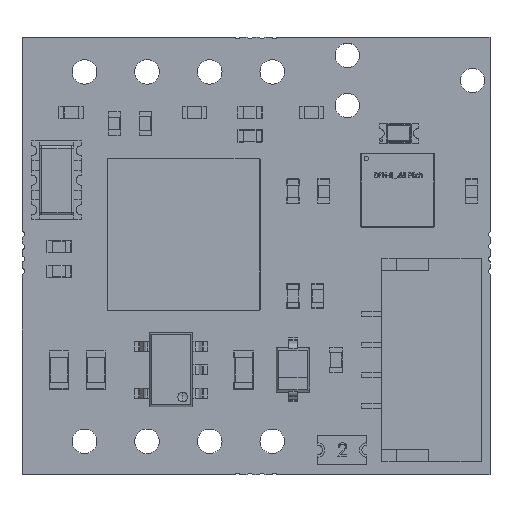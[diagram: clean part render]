
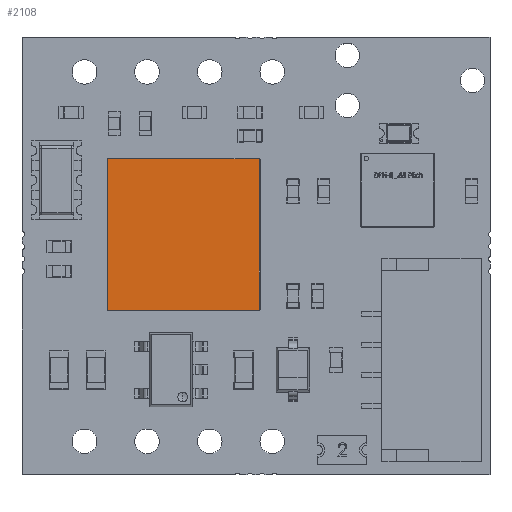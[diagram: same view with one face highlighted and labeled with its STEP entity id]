
A CAD part, top view. The second image highlights one B-rep face of the part: STEP entity #2108.
In plain terms, the highlighted planar face has unit normal (0, 0, 1).
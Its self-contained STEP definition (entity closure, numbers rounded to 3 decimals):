
#1979 = VERTEX_POINT('',#1980);
#1980 = CARTESIAN_POINT('',(-3.075,-3.075,1.));
#1986 = EDGE_CURVE('',#1979,#1987,#1989,.T.);
#1987 = VERTEX_POINT('',#1988);
#1988 = CARTESIAN_POINT('',(3.075,-3.075,1.));
#1989 = LINE('',#1990,#1991);
#1990 = CARTESIAN_POINT('',(-3.075,-3.075,1.));
#1991 = VECTOR('',#1992,1.);
#1992 = DIRECTION('',(1.,0.,0.));
#2017 = EDGE_CURVE('',#1987,#2018,#2020,.T.);
#2018 = VERTEX_POINT('',#2019);
#2019 = CARTESIAN_POINT('',(3.075,3.075,1.));
#2020 = LINE('',#2021,#2022);
#2021 = CARTESIAN_POINT('',(3.075,-3.075,1.));
#2022 = VECTOR('',#2023,1.);
#2023 = DIRECTION('',(0.,1.,0.));
#2048 = EDGE_CURVE('',#2018,#2049,#2051,.T.);
#2049 = VERTEX_POINT('',#2050);
#2050 = CARTESIAN_POINT('',(-3.075,3.075,1.));
#2051 = LINE('',#2052,#2053);
#2052 = CARTESIAN_POINT('',(3.075,3.075,1.));
#2053 = VECTOR('',#2054,1.);
#2054 = DIRECTION('',(-1.,0.,0.));
#2079 = EDGE_CURVE('',#2049,#1979,#2080,.T.);
#2080 = LINE('',#2081,#2082);
#2081 = CARTESIAN_POINT('',(-3.075,3.075,1.));
#2082 = VECTOR('',#2083,1.);
#2083 = DIRECTION('',(0.,-1.,0.));
#2108 = ADVANCED_FACE('',(#2109),#2115,.F.);
#2109 = FACE_BOUND('',#2110,.T.);
#2110 = EDGE_LOOP('',(#2111,#2112,#2113,#2114));
#2111 = ORIENTED_EDGE('',*,*,#1986,.T.);
#2112 = ORIENTED_EDGE('',*,*,#2017,.T.);
#2113 = ORIENTED_EDGE('',*,*,#2048,.T.);
#2114 = ORIENTED_EDGE('',*,*,#2079,.T.);
#2115 = PLANE('',#2116);
#2116 = AXIS2_PLACEMENT_3D('',#2117,#2118,#2119);
#2117 = CARTESIAN_POINT('',(-3.075,-3.075,1.));
#2118 = DIRECTION('',(0.,0.,-1.));
#2119 = DIRECTION('',(-1.,0.,0.));
